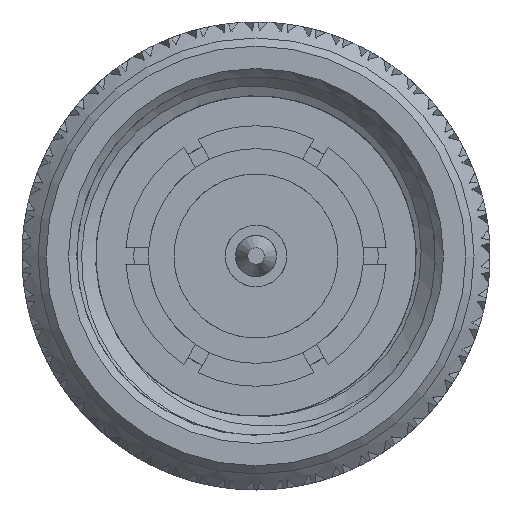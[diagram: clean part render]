
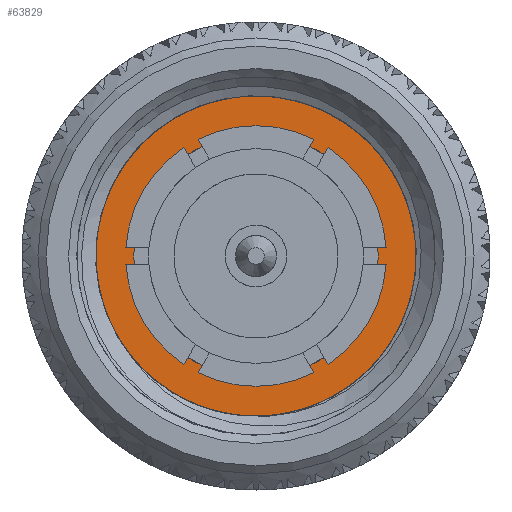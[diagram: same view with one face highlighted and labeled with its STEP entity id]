
A CAD part, left-side view. The second image highlights one B-rep face of the part: STEP entity #63829.
In plain terms, the highlighted planar face has unit normal (-1, 0, 0).
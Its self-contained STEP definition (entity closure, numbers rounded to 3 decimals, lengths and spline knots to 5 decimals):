
#12 = DIRECTION ( 'NONE',  ( 1., 0., 0. ) ) ;
#1030 = FACE_BOUND ( 'NONE', #22294, .T. ) ;
#1045 = CARTESIAN_POINT ( 'NONE',  ( 0.315, -0.11289, -0.16317 ) ) ;
#1394 = CARTESIAN_POINT ( 'NONE',  ( 0.315, -0.11106, 0.18848 ) ) ;
#4776 = CARTESIAN_POINT ( 'NONE',  ( 0.315, 0., -0.19555 ) ) ;
#5803 = EDGE_CURVE ( 'NONE', #73625, #48697, #18029, .T. ) ;
#8070 = DIRECTION ( 'NONE',  ( 1., 0., 0. ) ) ;
#9776 = CARTESIAN_POINT ( 'NONE',  ( 0.315, -0.18495, 0.10566 ) ) ;
#9870 = EDGE_CURVE ( 'NONE', #73625, #45042, #70360, .T. ) ;
#9883 = EDGE_CURVE ( 'NONE', #60237, #45042, #98964, .T. ) ;
#10914 = CARTESIAN_POINT ( 'NONE',  ( 0.315, -0.0929, 0.19804 ) ) ;
#12395 = CARTESIAN_POINT ( 'NONE',  ( 0.315, 0., -0.21875 ) ) ;
#12910 = EDGE_CURVE ( 'NONE', #48697, #60237, #95756, .T. ) ;
#17132 = CARTESIAN_POINT ( 'NONE',  ( 0.315, -0.12971, -0.15147 ) ) ;
#17470 = CARTESIAN_POINT ( 'NONE',  ( 0.315, -0.15227, -0.13097 ) ) ;
#18029 = LINE ( 'NONE', #35199, #72487 ) ;
#18863 = DIRECTION ( 'NONE',  ( 0., 0., 1. ) ) ;
#22294 = EDGE_LOOP ( 'NONE', ( #99902 ) ) ;
#22386 = CARTESIAN_POINT ( 'NONE',  ( 0.315, 0., 0. ) ) ;
#24623 = AXIS2_PLACEMENT_3D ( 'NONE', #22386, #46896, #78998 ) ;
#25645 = CARTESIAN_POINT ( 'NONE',  ( 0.315, -0.17788, -0.09907 ) ) ;
#26341 = DIRECTION ( 'NONE',  ( 0., -1., 0. ) ) ;
#33808 = CARTESIAN_POINT ( 'NONE',  ( 0.315, -0.18933, 0.09653 ) ) ;
#34387 = ORIENTED_EDGE ( 'NONE', *, *, #9883, .T. ) ;
#35199 = CARTESIAN_POINT ( 'NONE',  ( 0.315, 0., 0. ) ) ;
#40270 = CARTESIAN_POINT ( 'NONE',  ( 0.315, -0.06646, -0.18391 ) ) ;
#40572 = CARTESIAN_POINT ( 'NONE',  ( 0.315, 0.149, 0. ) ) ;
#41282 = CARTESIAN_POINT ( 'NONE',  ( 0.315, -0.20791, 0.01776 ) ) ;
#41629 = CARTESIAN_POINT ( 'NONE',  ( 0.315, -0.17488, 0.12324 ) ) ;
#45042 = VERTEX_POINT ( 'NONE', #10914 ) ;
#45987 = CARTESIAN_POINT ( 'NONE',  ( 0.315, -0.06646, -0.18391 ) ) ;
#46745 = ORIENTED_EDGE ( 'NONE', *, *, #9870, .F. ) ;
#46896 = DIRECTION ( 'NONE',  ( -1., 0., 0. ) ) ;
#48090 = DIRECTION ( 'NONE',  ( 0., 1., 0. ) ) ;
#48697 = VERTEX_POINT ( 'NONE', #54915 ) ;
#49769 = CARTESIAN_POINT ( 'NONE',  ( 0.315, -0.20212, -0.04292 ) ) ;
#50111 = CARTESIAN_POINT ( 'NONE',  ( 0.315, -0.20807, 0.00748 ) ) ;
#50256 = FACE_OUTER_BOUND ( 'NONE', #55990, .T. ) ;
#50447 = CARTESIAN_POINT ( 'NONE',  ( 0.315, -0.12779, 0.17637 ) ) ;
#50795 = CARTESIAN_POINT ( 'NONE',  ( 0.315, -0.07629, -0.18093 ) ) ;
#54915 = CARTESIAN_POINT ( 'NONE',  ( 0.315, 0., -0.19555 ) ) ;
#55873 = CARTESIAN_POINT ( 'NONE',  ( 0.315, 0., 0. ) ) ;
#55990 = EDGE_LOOP ( 'NONE', ( #46745, #80899, #65723, #34387 ) ) ;
#57543 = CARTESIAN_POINT ( 'NONE',  ( 0.315, -0.19988, 0.06777 ) ) ;
#57890 = CARTESIAN_POINT ( 'NONE',  ( 0.315, -0.0929, 0.19804 ) ) ;
#60237 = VERTEX_POINT ( 'NONE', #45987 ) ;
#63829 = ADVANCED_FACE ( 'NONE', ( #1030, #50256 ), #80046, .T. ) ;
#65723 = ORIENTED_EDGE ( 'NONE', *, *, #12910, .T. ) ;
#66677 = CARTESIAN_POINT ( 'NONE',  ( 0.315, -0.1968, 0.07763 ) ) ;
#66878 = VERTEX_POINT ( 'NONE', #40572 ) ;
#67023 = CARTESIAN_POINT ( 'NONE',  ( 0.315, -0.08576, -0.1772 ) ) ;
#70360 = CIRCLE ( 'NONE', #75719, 0.21875 ) ;
#72487 = VECTOR ( 'NONE', #18863, 39.37008 ) ;
#73625 = VERTEX_POINT ( 'NONE', #12395 ) ;
#73750 = CARTESIAN_POINT ( 'NONE',  ( 0.315, -0.15654, 0.14785 ) ) ;
#75142 = CARTESIAN_POINT ( 'NONE',  ( 0.315, -0.13757, -0.14502 ) ) ;
#75719 = AXIS2_PLACEMENT_3D ( 'NONE', #104788, #8070, #26341 ) ;
#78557 = CARTESIAN_POINT ( 'NONE',  ( 0.315, -0.04518, -0.1916 ) ) ;
#78998 = DIRECTION ( 'NONE',  ( 0., -1., 0. ) ) ;
#80046 = PLANE ( 'NONE',  #24623 ) ;
#80899 = ORIENTED_EDGE ( 'NONE', *, *, #5803, .T. ) ;
#82547 = CARTESIAN_POINT ( 'NONE',  ( 0.315, -0.10405, -0.16834 ) ) ;
#82893 = CARTESIAN_POINT ( 'NONE',  ( 0.315, -0.18775, -0.08136 ) ) ;
#83251 = CARTESIAN_POINT ( 'NONE',  ( 0.315, -0.15915, -0.12333 ) ) ;
#85247 = CARTESIAN_POINT ( 'NONE',  ( 0.315, -0.02262, -0.19555 ) ) ;
#87901 = CIRCLE ( 'NONE', #100736, 0.149 ) ;
#90004 = CARTESIAN_POINT ( 'NONE',  ( 0.315, -0.20454, 0.04797 ) ) ;
#90704 = CARTESIAN_POINT ( 'NONE',  ( 0.315, -0.20629, -0.02311 ) ) ;
#93391 = CARTESIAN_POINT ( 'NONE',  ( 0.315, -0.06646, -0.18391 ) ) ;
#95756 = B_SPLINE_CURVE_WITH_KNOTS ( 'NONE', 3,
 ( #4776, #85247, #78557, #93391 ),
 .UNSPECIFIED., .F., .F.,
 ( 4, 4 ),
 ( 0., 0.00172 ),
 .UNSPECIFIED. ) ;
#97010 = EDGE_CURVE ( 'NONE', #66878, #66878, #87901, .T. ) ;
#97743 = CARTESIAN_POINT ( 'NONE',  ( 0.315, -0.20615, 0.03797 ) ) ;
#98104 = CARTESIAN_POINT ( 'NONE',  ( 0.315, -0.14972, 0.15536 ) ) ;
#98800 = CARTESIAN_POINT ( 'NONE',  ( 0.315, -0.16916, 0.13176 ) ) ;
#98964 = B_SPLINE_CURVE_WITH_KNOTS ( 'NONE', 3,
 ( #40270, #50795, #67023, #82547, #1045, #17132, #75142, #17470, #83251, #25645, #82893, #49769, #90704, #50111, #41282, #97743, #90004, #57543, #66677, #33808, #9776, #41629, #98800, #73750, #98104, #50447, #1394, #57890 ),
 .UNSPECIFIED., .F., .F.,
 ( 4, 2, 2, 2, 2, 2, 2, 2, 2, 2, 2, 2, 2, 4 ),
 ( 0., 0.00077, 0.00155, 0.00232, 0.0031, 0.00464, 0.00619, 0.00697, 0.00774, 0.00852, 0.00929, 0.01006, 0.01084, 0.01239 ),
 .UNSPECIFIED. ) ;
#99902 = ORIENTED_EDGE ( 'NONE', *, *, #97010, .T. ) ;
#100736 = AXIS2_PLACEMENT_3D ( 'NONE', #55873, #12, #48090 ) ;
#104788 = CARTESIAN_POINT ( 'NONE',  ( 0.315, 0., 0. ) ) ;
